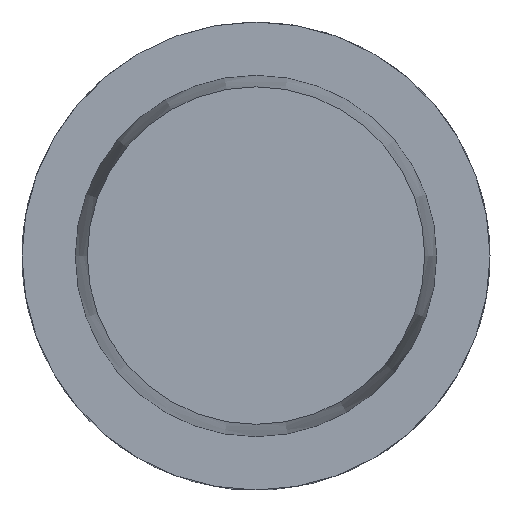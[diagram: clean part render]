
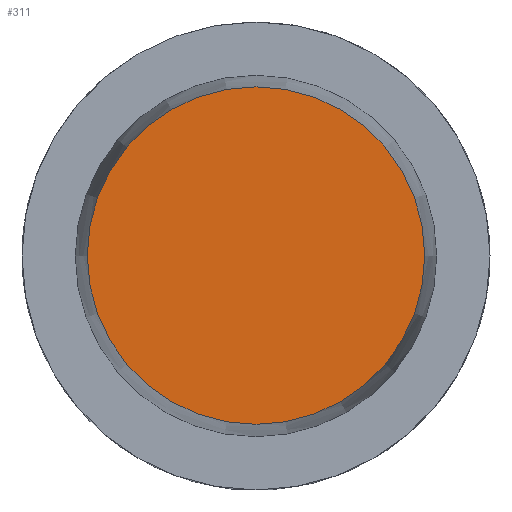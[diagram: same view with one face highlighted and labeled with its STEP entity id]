
A CAD part, top view. The second image highlights one B-rep face of the part: STEP entity #311.
In plain terms, the highlighted planar face has unit normal (0, 0, 1).
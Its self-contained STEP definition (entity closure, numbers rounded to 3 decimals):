
#311=ADVANCED_FACE('',(#379),#338,.F.);
#338=PLANE('',#1118);
#379=FACE_OUTER_BOUND('',#442,.T.);
#442=EDGE_LOOP('',(#720));
#720=ORIENTED_EDGE('',*,*,#963,.T.);
#824=VERTEX_POINT('',#1799);
#963=EDGE_CURVE('',#824,#824,#1003,.T.);
#1003=CIRCLE('',#1117,22.717);
#1117=AXIS2_PLACEMENT_3D('',#1798,#1378,#1379);
#1118=AXIS2_PLACEMENT_3D('',#1800,#1380,#1381);
#1378=DIRECTION('',(0.,0.,1.));
#1379=DIRECTION('',(-1.,0.,0.));
#1380=DIRECTION('',(0.,0.,-1.));
#1381=DIRECTION('',(1.,0.,0.));
#1798=CARTESIAN_POINT('',(0.,0.,
32.));
#1799=CARTESIAN_POINT('',(-22.717,0.,32.));
#1800=CARTESIAN_POINT('',(-21.576,0.,32.));
